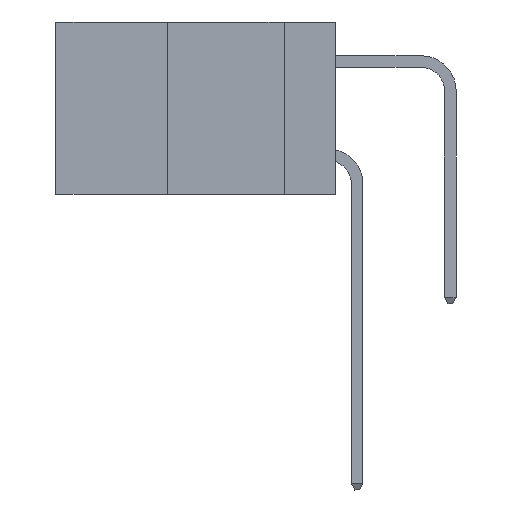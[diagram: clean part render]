
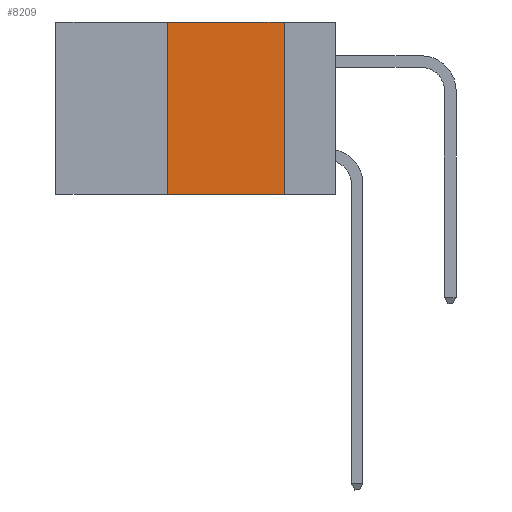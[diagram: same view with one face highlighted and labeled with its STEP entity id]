
A CAD part, left-side view. The second image highlights one B-rep face of the part: STEP entity #8209.
In plain terms, the highlighted planar face has unit normal (-1, 0, 0).
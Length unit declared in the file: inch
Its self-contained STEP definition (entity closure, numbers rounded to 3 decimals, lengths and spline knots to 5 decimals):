
#284 = EDGE_CURVE ( 'NONE', #13211, #5268, #8815, .T. ) ;
#526 = EDGE_CURVE ( 'NONE', #5268, #3631, #11984, .T. ) ;
#1647 = LINE ( 'NONE', #14455, #11566 ) ;
#1862 = ORIENTED_EDGE ( 'NONE', *, *, #8811, .F. ) ;
#2747 = DIRECTION ( 'NONE',  ( 0., 0., -1. ) ) ;
#2913 = DIRECTION ( 'NONE',  ( 1., 0., 0. ) ) ;
#3631 = VERTEX_POINT ( 'NONE', #11824 ) ;
#3787 = DIRECTION ( 'NONE',  ( 0., -1., 0. ) ) ;
#5268 = VERTEX_POINT ( 'NONE', #12879 ) ;
#6697 = CARTESIAN_POINT ( 'NONE',  ( 0., 0.36, -0.37 ) ) ;
#7071 = VECTOR ( 'NONE', #13114, 39.37008 ) ;
#7475 = CARTESIAN_POINT ( 'NONE',  ( 0., 0.6, 0. ) ) ;
#7869 = LINE ( 'NONE', #13218, #7071 ) ;
#8009 = VECTOR ( 'NONE', #3787, 39.37008 ) ;
#8209 = ADVANCED_FACE ( 'NONE', ( #12974 ), #11642, .F. ) ;
#8811 = EDGE_CURVE ( 'NONE', #10067, #13211, #1647, .T. ) ;
#8815 = LINE ( 'NONE', #7475, #8009 ) ;
#9325 = CARTESIAN_POINT ( 'NONE',  ( 0., 0.11, 0. ) ) ;
#10067 = VERTEX_POINT ( 'NONE', #6697 ) ;
#11566 = VECTOR ( 'NONE', #12058, 39.37008 ) ;
#11588 = VECTOR ( 'NONE', #13014, 39.37008 ) ;
#11642 = PLANE ( 'NONE',  #12549 ) ;
#11787 = CARTESIAN_POINT ( 'NONE',  ( 0., 0.36, 0. ) ) ;
#11813 = CARTESIAN_POINT ( 'NONE',  ( 0., 0.6, 0. ) ) ;
#11824 = CARTESIAN_POINT ( 'NONE',  ( 0., 0.11, -0.37 ) ) ;
#11984 = LINE ( 'NONE', #9325, #11588 ) ;
#12058 = DIRECTION ( 'NONE',  ( 0., 0., 1. ) ) ;
#12549 = AXIS2_PLACEMENT_3D ( 'NONE', #11813, #2913, #2747 ) ;
#12879 = CARTESIAN_POINT ( 'NONE',  ( 0., 0.11, 0. ) ) ;
#12974 = FACE_OUTER_BOUND ( 'NONE', #16178, .T. ) ;
#13014 = DIRECTION ( 'NONE',  ( 0., 0., -1. ) ) ;
#13114 = DIRECTION ( 'NONE',  ( 0., -1., 0. ) ) ;
#13211 = VERTEX_POINT ( 'NONE', #11787 ) ;
#13218 = CARTESIAN_POINT ( 'NONE',  ( 0., 0.6, -0.37 ) ) ;
#13403 = ORIENTED_EDGE ( 'NONE', *, *, #526, .F. ) ;
#14150 = ORIENTED_EDGE ( 'NONE', *, *, #14414, .T. ) ;
#14414 = EDGE_CURVE ( 'NONE', #10067, #3631, #7869, .T. ) ;
#14455 = CARTESIAN_POINT ( 'NONE',  ( 0., 0.36, 0. ) ) ;
#14896 = ORIENTED_EDGE ( 'NONE', *, *, #284, .F. ) ;
#16178 = EDGE_LOOP ( 'NONE', ( #13403, #14896, #1862, #14150 ) ) ;
